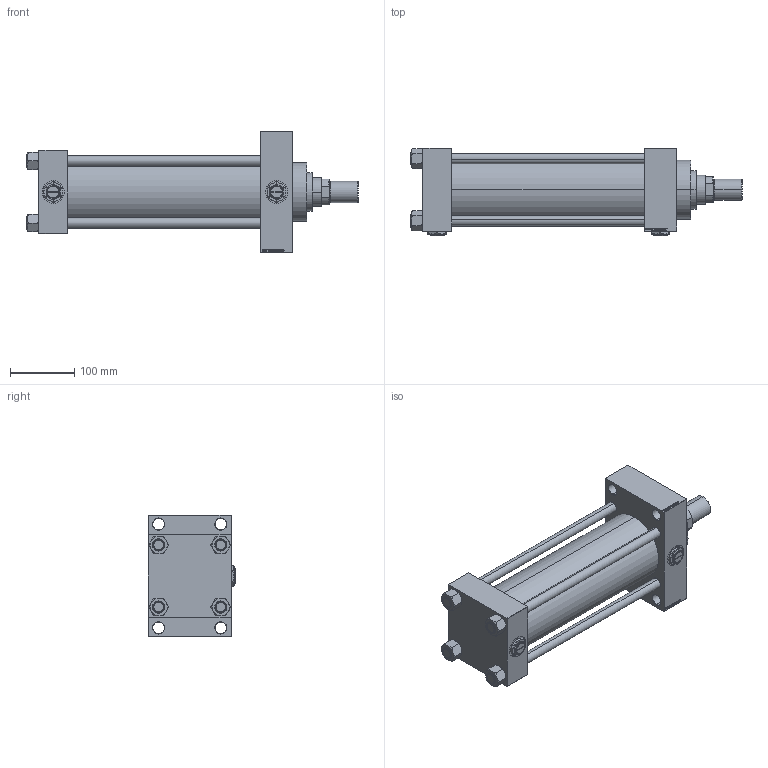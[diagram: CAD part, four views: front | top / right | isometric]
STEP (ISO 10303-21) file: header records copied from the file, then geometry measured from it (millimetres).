
FILE_DESCRIPTION (( 'STEP AP203' ), '1' );
FILE_NAME ('6a30.STEP', '2025-01-04T17:15:03', ( '' ), ( '' ), 'SwSTEP 2.0', 'SolidWorks 2019', '' );
FILE_SCHEMA (( 'CONFIG_CONTROL_DESIGN' ));
Length unit declared in the file: millimetre
Products named in the file (8): V215_VC_A 608c5fe8e96267fc3f45e16d7b79a3cb; NUT_M5_D 608c5fe8e96267fc3f45e16d7b79a3cb; V215CR_D_Body 608c5fe8e96267fc3f45e16d7b79a3cb; V215CR_VCP_D 608c5fe8e96267fc3f45e16d7b79a3cb; 6a30; V215CR_D_TYCINKA 608c5fe8e96267fc3f45e16d7b79a3cb; ROD_END_AH 608c5fe8e96267fc3f45e16d7b79a3cb; Zatka_pro_OIL_PORT 608c5fe8e96267fc3f45e16d7b79a3cb
Assembly tree (14 placements, depth 2):
  6a30
    V215CR_D_Body 608c5fe8e96267fc3f45e16d7b79a3cb
    V215CR_VCP_D 608c5fe8e96267fc3f45e16d7b79a3cb
    NUT_M5_D 608c5fe8e96267fc3f45e16d7b79a3cb  x4
    V215CR_D_TYCINKA 608c5fe8e96267fc3f45e16d7b79a3cb  x4
    V215_VC_A 608c5fe8e96267fc3f45e16d7b79a3cb
    ROD_END_AH 608c5fe8e96267fc3f45e16d7b79a3cb
    Zatka_pro_OIL_PORT 608c5fe8e96267fc3f45e16d7b79a3cb  x2
Bounding box: 518 x 137 x 190 mm (x, y, z)
Volume: 3404788.6 mm3; surface area: 593384 mm2
Topology: 14 solids, 14 shells, 1267 faces, 3162 edges, 2041 vertices
Faces by surface type: plane 597, bspline 368, cone 188, cylinder 104, torus 10
Entity records: 50254 total; most frequent: CARTESIAN_POINT 25916, ORIENTED_EDGE 5396, DIRECTION 3608, EDGE_CURVE 2698, VERTEX_POINT 1761, LINE 1578, VECTOR 1578, EDGE_LOOP 1209
